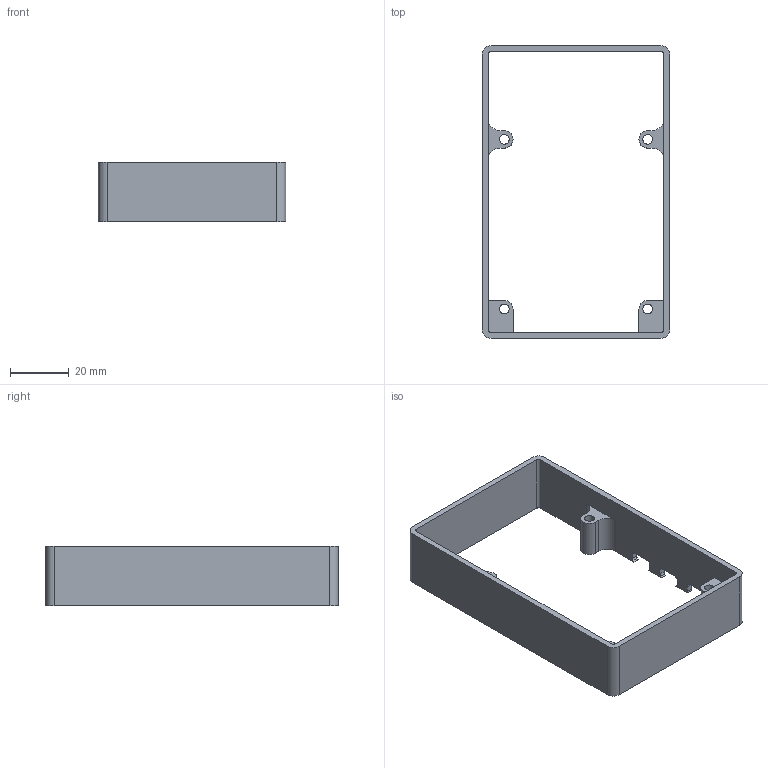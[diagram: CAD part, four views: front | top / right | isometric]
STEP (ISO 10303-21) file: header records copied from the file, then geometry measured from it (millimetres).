
FILE_DESCRIPTION(/* description */ ('STEP AP242','CAx-IF Rec.Pracs.---Representation and Presentation of Product Manufacturing Information (PMI)---4.0---2014-10-13','CAx-IF Rec.Pracs.---3D Tessellated Geometry---0.4---2014-09-14','2;1'),/* implementation_level */ '2;1');
FILE_NAME(/* name */ '68892dad3697af7193f1a3ff',/* time_stamp */ '2025-07-29T20:23:10Z',/* author */ (''),/* organization */ (''),/* preprocessor_version */ 'ST-DEVELOPER v20',/* originating_system */ 'ONSHAPE BY PTC INC, 1.201',/* authorisation */ ' ');
FILE_SCHEMA (('AP242_MANAGED_MODEL_BASED_3D_ENGINEERING_MIM_LF { 1 0 10303 442 1 1 4 }'));
Length unit declared in the file: metre
Products named in the file (1): Spacer Insert
Bounding box: 64 x 100 x 20.3 mm (x, y, z)
Volume: 15971.1 mm3; surface area: 15268.9 mm2
Topology: 1 solids, 1 shells, 69 faces, 204 edges, 136 vertices
Faces by surface type: plane 37, cylinder 32
Full cylindrical faces by diameter (mm): 3.3 x4
Entity records: 2344 total; most frequent: CARTESIAN_POINT 406, DIRECTION 404, ORIENTED_EDGE 400, EDGE_CURVE 200, VERTEX_POINT 136, LINE 136, VECTOR 136, AXIS2_PLACEMENT_3D 134
